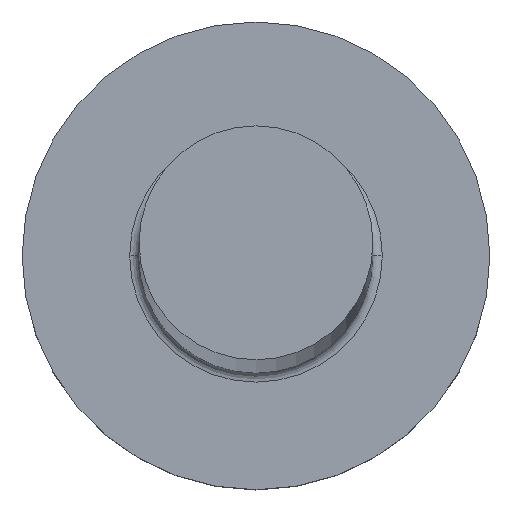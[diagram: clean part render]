
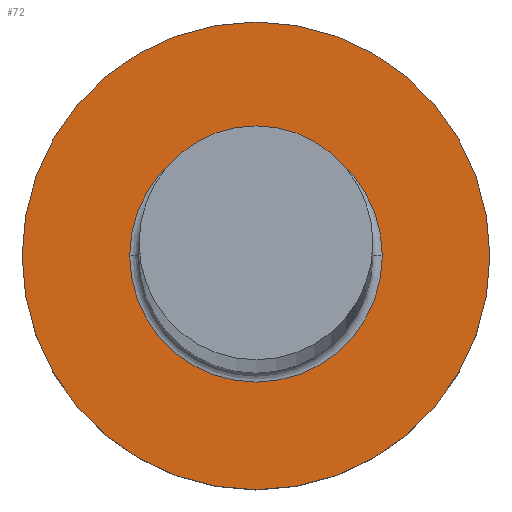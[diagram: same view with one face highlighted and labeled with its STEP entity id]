
A CAD part, top view. The second image highlights one B-rep face of the part: STEP entity #72.
In plain terms, the highlighted planar face has unit normal (0, 0, 1).
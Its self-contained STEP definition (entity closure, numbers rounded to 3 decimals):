
#2 = CIRCLE ( 'NONE', #193, 5. ) ;
#11 = DIRECTION ( 'NONE',  ( 0., 0., -1. ) ) ;
#17 = CARTESIAN_POINT ( 'NONE',  ( -2.7, 0., 3. ) ) ;
#22 = FACE_BOUND ( 'NONE', #126, .T. ) ;
#24 = DIRECTION ( 'NONE',  ( 1., 0., 0. ) ) ;
#25 = AXIS2_PLACEMENT_3D ( 'NONE', #129, #144, #29 ) ;
#27 = CARTESIAN_POINT ( 'NONE',  ( 0., 0., 3. ) ) ;
#29 = DIRECTION ( 'NONE',  ( 1., 0., 0. ) ) ;
#32 = CARTESIAN_POINT ( 'NONE',  ( 2.7, 0., 3. ) ) ;
#43 = CIRCLE ( 'NONE', #25, 2.7 ) ;
#53 = AXIS2_PLACEMENT_3D ( 'NONE', #27, #11, #78 ) ;
#71 = EDGE_LOOP ( 'NONE', ( #264, #189 ) ) ;
#72 = ADVANCED_FACE ( 'NONE', ( #22, #205 ), #204, .T. ) ;
#78 = DIRECTION ( 'NONE',  ( 1., 0., 0. ) ) ;
#103 = EDGE_CURVE ( 'NONE', #305, #128, #158, .T. ) ;
#126 = EDGE_LOOP ( 'NONE', ( #284, #131 ) ) ;
#127 = DIRECTION ( 'NONE',  ( 0., 0., 1. ) ) ;
#128 = VERTEX_POINT ( 'NONE', #32 ) ;
#129 = CARTESIAN_POINT ( 'NONE',  ( 0., 0., 3. ) ) ;
#130 = CARTESIAN_POINT ( 'NONE',  ( -5., 0., 3. ) ) ;
#131 = ORIENTED_EDGE ( 'NONE', *, *, #103, .T. ) ;
#132 = EDGE_CURVE ( 'NONE', #210, #278, #303, .T. ) ;
#144 = DIRECTION ( 'NONE',  ( 0., 0., -1. ) ) ;
#145 = CARTESIAN_POINT ( 'NONE',  ( 0., 0., 3. ) ) ;
#158 = CIRCLE ( 'NONE', #53, 2.7 ) ;
#178 = AXIS2_PLACEMENT_3D ( 'NONE', #217, #127, #241 ) ;
#189 = ORIENTED_EDGE ( 'NONE', *, *, #233, .T. ) ;
#193 = AXIS2_PLACEMENT_3D ( 'NONE', #145, #216, #222 ) ;
#204 = PLANE ( 'NONE',  #246 ) ;
#205 = FACE_OUTER_BOUND ( 'NONE', #71, .T. ) ;
#210 = VERTEX_POINT ( 'NONE', #130 ) ;
#216 = DIRECTION ( 'NONE',  ( 0., 0., 1. ) ) ;
#217 = CARTESIAN_POINT ( 'NONE',  ( 0., 0., 3. ) ) ;
#222 = DIRECTION ( 'NONE',  ( 1., 0., 0. ) ) ;
#223 = EDGE_CURVE ( 'NONE', #128, #305, #43, .T. ) ;
#233 = EDGE_CURVE ( 'NONE', #278, #210, #2, .T. ) ;
#234 = DIRECTION ( 'NONE',  ( 0., 0., 1. ) ) ;
#241 = DIRECTION ( 'NONE',  ( 1., 0., 0. ) ) ;
#246 = AXIS2_PLACEMENT_3D ( 'NONE', #302, #234, #24 ) ;
#264 = ORIENTED_EDGE ( 'NONE', *, *, #132, .T. ) ;
#270 = CARTESIAN_POINT ( 'NONE',  ( 5., 0., 3. ) ) ;
#278 = VERTEX_POINT ( 'NONE', #270 ) ;
#284 = ORIENTED_EDGE ( 'NONE', *, *, #223, .T. ) ;
#302 = CARTESIAN_POINT ( 'NONE',  ( 0., 0., 3. ) ) ;
#303 = CIRCLE ( 'NONE', #178, 5. ) ;
#305 = VERTEX_POINT ( 'NONE', #17 ) ;
